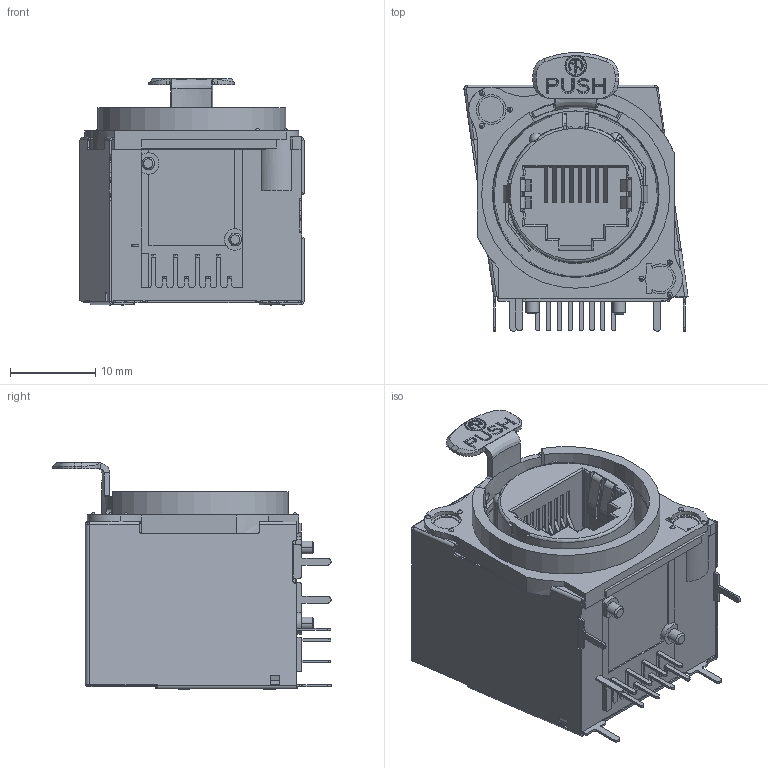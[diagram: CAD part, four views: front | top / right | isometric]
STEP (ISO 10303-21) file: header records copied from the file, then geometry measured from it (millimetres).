
FILE_DESCRIPTION((''),'2;1');
FILE_NAME('30011398','2024-04-16T15:47:09',('SYSTEM'),(''),'CREO PARAMETRIC BY PTC INC, 2023424','CREO PARAMETRIC BY PTC INC, 2023424','');
FILE_SCHEMA(('CONFIG_CONTROL_DESIGN'));
Length unit declared in the file: millimetre
Products named in the file (1): 30011398
Bounding box: 26.21 x 32.54 x 26.5 mm (x, y, z)
Volume: 9905.2 mm3; surface area: 6105.9 mm2
Topology: 1 solids, 1 shells, 1252 faces, 3283 edges, 2052 vertices
Faces by surface type: plane 888, cylinder 262, cone 45, bspline 30, sphere 15, torus 9, extrusion 3
Entity records: 39457 total; most frequent: CARTESIAN_POINT 8810, ORIENTED_EDGE 6532, DIRECTION 6084, EDGE_CURVE 3266, VECTOR 2448, LINE 2445, VERTEX_POINT 2052, AXIS2_PLACEMENT_3D 1818
